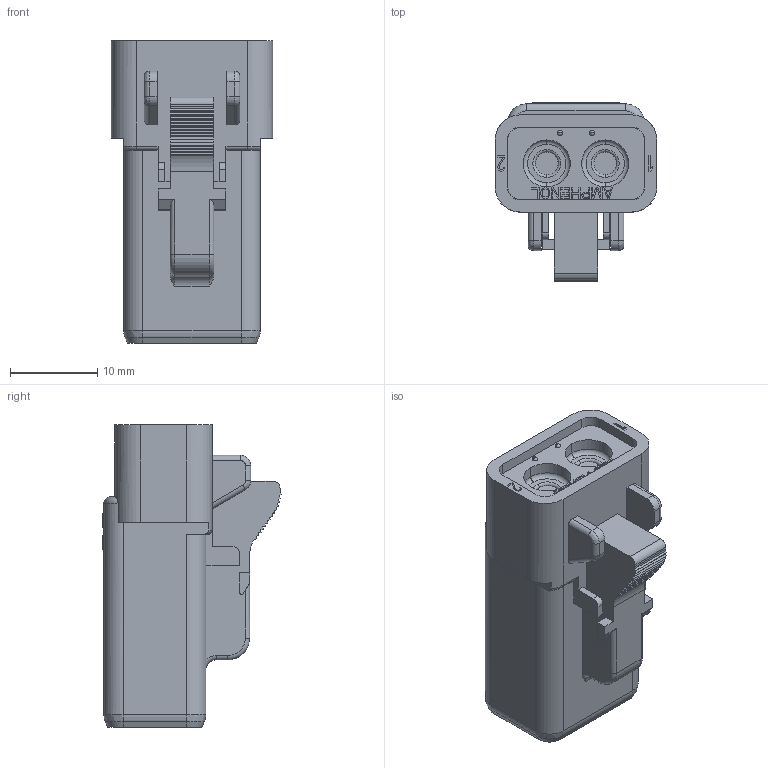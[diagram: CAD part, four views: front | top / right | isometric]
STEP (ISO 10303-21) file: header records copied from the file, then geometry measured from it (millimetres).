
FILE_DESCRIPTION((''),'2;1');
FILE_NAME('PL000166','2016-01-08T',('Orion.Li'),(''),'PRO/ENGINEER BY PARAMETRIC TECHNOLOGY CORPORATION, 2013230','PRO/ENGINEER BY PARAMETRIC TECHNOLOGY CORPORATION, 2013230','');
FILE_SCHEMA(('CONFIG_CONTROL_DESIGN'));
Length unit declared in the file: millimetre
Products named in the file (1): PL000166
Bounding box: 18.55 x 20.52 x 34.7 mm (x, y, z)
Volume: 6719.6 mm3; surface area: 3116 mm2
Topology: 1 solids, 2 shells, 813 faces, 2243 edges, 1476 vertices
Faces by surface type: plane 710, cylinder 67, torus 20, bspline 8, cone 4, sphere 4
Entity records: 25647 total; most frequent: CARTESIAN_POINT 4834, ORIENTED_EDGE 4478, DIRECTION 3989, EDGE_CURVE 2239, VECTOR 2027, LINE 2027, VERTEX_POINT 1476, AXIS2_PLACEMENT_3D 981
